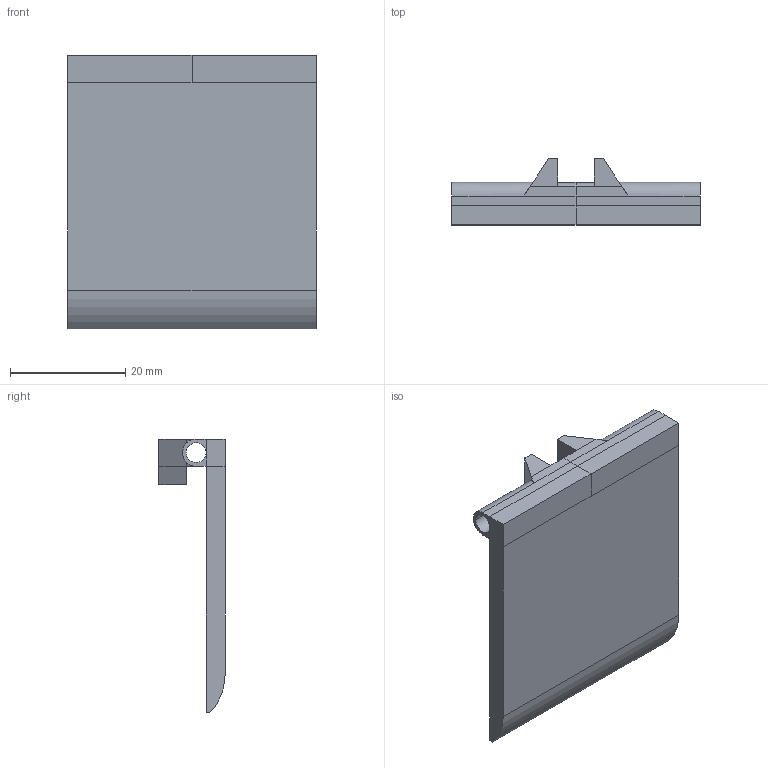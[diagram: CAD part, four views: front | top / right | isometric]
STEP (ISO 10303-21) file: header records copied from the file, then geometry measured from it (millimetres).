
FILE_DESCRIPTION(('FreeCAD Model'),'2;1');
FILE_NAME('Open CASCADE Shape Model','2025-02-28T07:12:31',(''),(''), 'Open CASCADE STEP processor 7.8','FreeCAD','Unknown');
FILE_SCHEMA(('AUTOMOTIVE_DESIGN { 1 0 10303 214 1 1 1 1 }'));
Length unit declared in the file: millimetre
Products named in the file (1): Cube Door
Bounding box: 43.18 x 11.51 x 47.62 mm (x, y, z)
Volume: 7125.5 mm3; surface area: 5610.6 mm2
Topology: 1 solids, 1 shells, 57 faces, 133 edges, 76 vertices
Faces by surface type: plane 48, cylinder 9
Entity records: 1592 total; most frequent: DIRECTION 268, CARTESIAN_POINT 267, ORIENTED_EDGE 266, EDGE_CURVE 133, LINE 114, VECTOR 114, AXIS2_PLACEMENT_3D 77, VERTEX_POINT 76
